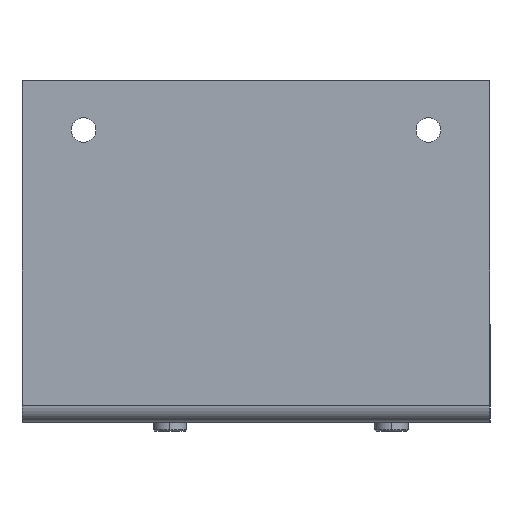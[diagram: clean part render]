
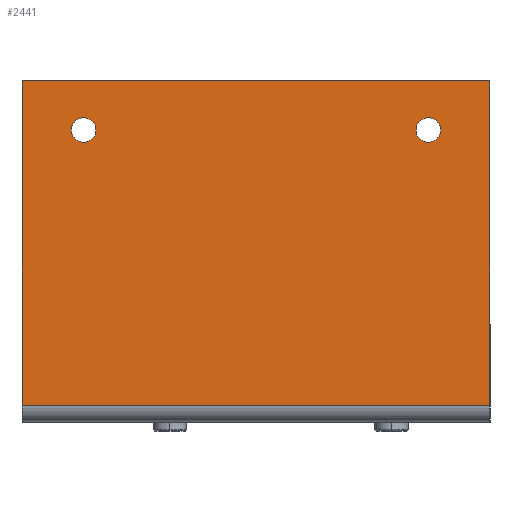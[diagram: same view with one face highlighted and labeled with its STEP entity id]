
A CAD part, left-side view. The second image highlights one B-rep face of the part: STEP entity #2441.
In plain terms, the highlighted planar face has unit normal (-1, 0, 0).
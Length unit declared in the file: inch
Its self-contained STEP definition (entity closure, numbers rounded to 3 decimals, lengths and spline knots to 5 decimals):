
#55 = CARTESIAN_POINT ( 'NONE',  ( -9.5, 2.375, 0.1747 ) ) ;
#60 = VERTEX_POINT ( 'NONE', #2581 ) ;
#166 = CARTESIAN_POINT ( 'NONE',  ( -9.5, -1.75, 3.093 ) ) ;
#215 = VECTOR ( 'NONE', #1663, 39.37008 ) ;
#223 = VERTEX_POINT ( 'NONE', #1513 ) ;
#238 = CARTESIAN_POINT ( 'NONE',  ( -9.5, -1.75, 2.968 ) ) ;
#261 = EDGE_LOOP ( 'NONE', ( #919, #2729 ) ) ;
#350 = VERTEX_POINT ( 'NONE', #166 ) ;
#363 = CIRCLE ( 'NONE', #1203, 0.125 ) ;
#422 = EDGE_CURVE ( 'NONE', #350, #1440, #1643, .T. ) ;
#455 = CIRCLE ( 'NONE', #1807, 0.125 ) ;
#635 = CARTESIAN_POINT ( 'NONE',  ( -9.5, 1.75, 2.968 ) ) ;
#651 = EDGE_CURVE ( 'NONE', #2284, #2669, #363, .T. ) ;
#682 = ORIENTED_EDGE ( 'NONE', *, *, #1299, .T. ) ;
#690 = EDGE_CURVE ( 'NONE', #2146, #60, #1716, .T. ) ;
#747 = CARTESIAN_POINT ( 'NONE',  ( -9.5, 2.375, 0.1747 ) ) ;
#760 = CARTESIAN_POINT ( 'NONE',  ( -9.5, 1.75, 2.968 ) ) ;
#913 = FACE_BOUND ( 'NONE', #261, .T. ) ;
#919 = ORIENTED_EDGE ( 'NONE', *, *, #1798, .T. ) ;
#923 = AXIS2_PLACEMENT_3D ( 'NONE', #635, #2225, #2462 ) ;
#1048 = CARTESIAN_POINT ( 'NONE',  ( -9.5, -2.375, 0. ) ) ;
#1064 = CIRCLE ( 'NONE', #923, 0.125 ) ;
#1066 = EDGE_CURVE ( 'NONE', #223, #1098, #2089, .T. ) ;
#1097 = CARTESIAN_POINT ( 'NONE',  ( -9.5, 2.375, 0. ) ) ;
#1098 = VERTEX_POINT ( 'NONE', #747 ) ;
#1203 = AXIS2_PLACEMENT_3D ( 'NONE', #760, #2789, #1886 ) ;
#1243 = AXIS2_PLACEMENT_3D ( 'NONE', #238, #1815, #2723 ) ;
#1261 = DIRECTION ( 'NONE',  ( 0., 0., 1. ) ) ;
#1299 = EDGE_CURVE ( 'NONE', #223, #2146, #2465, .T. ) ;
#1374 = EDGE_LOOP ( 'NONE', ( #1852, #682, #2656, #1967 ) ) ;
#1376 = CARTESIAN_POINT ( 'NONE',  ( -9.5, -2.375, 3.468 ) ) ;
#1440 = VERTEX_POINT ( 'NONE', #2683 ) ;
#1453 = EDGE_CURVE ( 'NONE', #2669, #2284, #1064, .T. ) ;
#1478 = ORIENTED_EDGE ( 'NONE', *, *, #651, .T. ) ;
#1479 = DIRECTION ( 'NONE',  ( 1., 0., 0. ) ) ;
#1513 = CARTESIAN_POINT ( 'NONE',  ( -9.5, -2.375, 0.1747 ) ) ;
#1595 = VECTOR ( 'NONE', #1860, 39.37008 ) ;
#1616 = CARTESIAN_POINT ( 'NONE',  ( -9.5, 1.75, 2.843 ) ) ;
#1643 = CIRCLE ( 'NONE', #1243, 0.125 ) ;
#1663 = DIRECTION ( 'NONE',  ( 0., 1., 0. ) ) ;
#1712 = AXIS2_PLACEMENT_3D ( 'NONE', #1962, #2697, #2485 ) ;
#1716 = LINE ( 'NONE', #2567, #215 ) ;
#1798 = EDGE_CURVE ( 'NONE', #1440, #350, #455, .T. ) ;
#1807 = AXIS2_PLACEMENT_3D ( 'NONE', #2598, #1479, #2610 ) ;
#1815 = DIRECTION ( 'NONE',  ( 1., 0., 0. ) ) ;
#1852 = ORIENTED_EDGE ( 'NONE', *, *, #1066, .F. ) ;
#1860 = DIRECTION ( 'NONE',  ( 0., 1., 0. ) ) ;
#1862 = FACE_BOUND ( 'NONE', #2390, .T. ) ;
#1886 = DIRECTION ( 'NONE',  ( 0., 0., -1. ) ) ;
#1943 = LINE ( 'NONE', #1097, #1975 ) ;
#1962 = CARTESIAN_POINT ( 'NONE',  ( -9.5, 0., 0. ) ) ;
#1967 = ORIENTED_EDGE ( 'NONE', *, *, #2106, .T. ) ;
#1975 = VECTOR ( 'NONE', #2482, 39.37008 ) ;
#2089 = LINE ( 'NONE', #55, #1595 ) ;
#2106 = EDGE_CURVE ( 'NONE', #60, #1098, #1943, .T. ) ;
#2134 = CARTESIAN_POINT ( 'NONE',  ( -9.5, 1.75, 3.093 ) ) ;
#2146 = VERTEX_POINT ( 'NONE', #1376 ) ;
#2225 = DIRECTION ( 'NONE',  ( 1., 0., 0. ) ) ;
#2284 = VERTEX_POINT ( 'NONE', #2134 ) ;
#2333 = FACE_OUTER_BOUND ( 'NONE', #1374, .T. ) ;
#2390 = EDGE_LOOP ( 'NONE', ( #2698, #1478 ) ) ;
#2441 = ADVANCED_FACE ( 'NONE', ( #913, #1862, #2333 ), #2635, .F. ) ;
#2462 = DIRECTION ( 'NONE',  ( 0., 0., -1. ) ) ;
#2465 = LINE ( 'NONE', #1048, #2869 ) ;
#2482 = DIRECTION ( 'NONE',  ( 0., 0., -1. ) ) ;
#2485 = DIRECTION ( 'NONE',  ( 0., 0., -1. ) ) ;
#2567 = CARTESIAN_POINT ( 'NONE',  ( -9.5, 0., 3.468 ) ) ;
#2581 = CARTESIAN_POINT ( 'NONE',  ( -9.5, 2.375, 3.468 ) ) ;
#2598 = CARTESIAN_POINT ( 'NONE',  ( -9.5, -1.75, 2.968 ) ) ;
#2610 = DIRECTION ( 'NONE',  ( 0., 0., -1. ) ) ;
#2635 = PLANE ( 'NONE',  #1712 ) ;
#2656 = ORIENTED_EDGE ( 'NONE', *, *, #690, .T. ) ;
#2669 = VERTEX_POINT ( 'NONE', #1616 ) ;
#2683 = CARTESIAN_POINT ( 'NONE',  ( -9.5, -1.75, 2.843 ) ) ;
#2697 = DIRECTION ( 'NONE',  ( 1., 0., 0. ) ) ;
#2698 = ORIENTED_EDGE ( 'NONE', *, *, #1453, .T. ) ;
#2723 = DIRECTION ( 'NONE',  ( 0., 0., -1. ) ) ;
#2729 = ORIENTED_EDGE ( 'NONE', *, *, #422, .T. ) ;
#2789 = DIRECTION ( 'NONE',  ( 1., 0., 0. ) ) ;
#2869 = VECTOR ( 'NONE', #1261, 39.37008 ) ;
